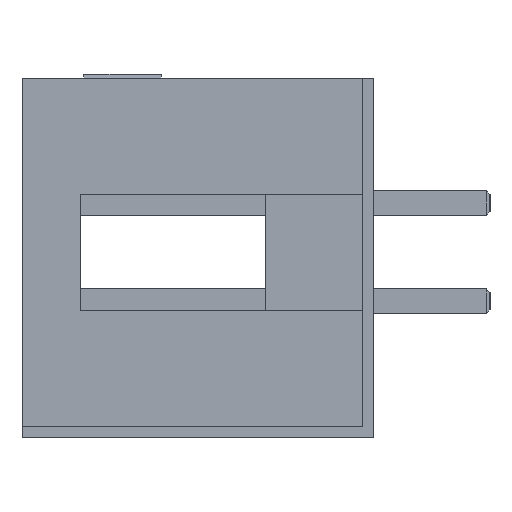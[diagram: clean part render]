
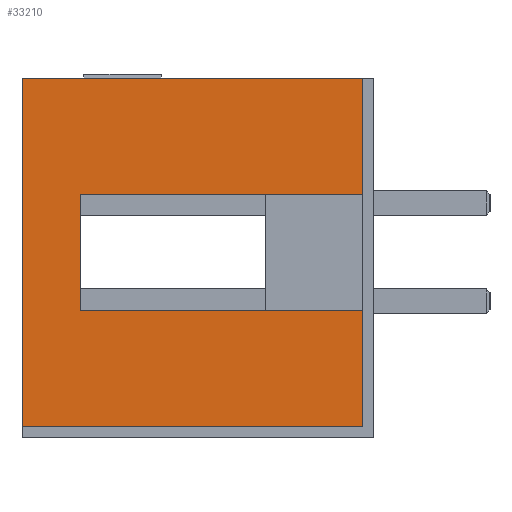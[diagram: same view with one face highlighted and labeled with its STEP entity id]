
A CAD part, left-side view. The second image highlights one B-rep face of the part: STEP entity #33210.
In plain terms, the highlighted planar face has unit normal (-1, 0, 0).
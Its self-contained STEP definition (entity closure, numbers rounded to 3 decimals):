
#937 = ORIENTED_EDGE ( 'NONE', *, *, #20015, .F. ) ;
#1207 = DIRECTION ( 'NONE',  ( 0., 0., -1. ) ) ;
#2037 = LINE ( 'NONE', #35648, #34838 ) ;
#3082 = CARTESIAN_POINT ( 'NONE',  ( -41.9, 9.1, 4.5 ) ) ;
#3253 = CARTESIAN_POINT ( 'NONE',  ( -41.9, 9.1, 4.5 ) ) ;
#5246 = VECTOR ( 'NONE', #36263, 1000. ) ;
#6971 = VECTOR ( 'NONE', #17963, 1000. ) ;
#7237 = CARTESIAN_POINT ( 'NONE',  ( -41.9, 9.1, -4.5 ) ) ;
#7831 = VERTEX_POINT ( 'NONE', #38782 ) ;
#8873 = DIRECTION ( 'NONE',  ( 0., -1., 0. ) ) ;
#9818 = PLANE ( 'NONE',  #19440 ) ;
#10353 = CARTESIAN_POINT ( 'NONE',  ( -41.9, 7.6, 1.5 ) ) ;
#10355 = LINE ( 'NONE', #7237, #25918 ) ;
#10456 = ORIENTED_EDGE ( 'NONE', *, *, #41646, .F. ) ;
#10584 = LINE ( 'NONE', #24099, #23286 ) ;
#12094 = CARTESIAN_POINT ( 'NONE',  ( -41.9, 0.3, 1.5 ) ) ;
#13069 = CARTESIAN_POINT ( 'NONE',  ( -41.9, 0.3, -4.5 ) ) ;
#13146 = FACE_OUTER_BOUND ( 'NONE', #37270, .T. ) ;
#15117 = CARTESIAN_POINT ( 'NONE',  ( -41.9, 0.3, -1.5 ) ) ;
#15366 = VERTEX_POINT ( 'NONE', #3253 ) ;
#17259 = VERTEX_POINT ( 'NONE', #12094 ) ;
#17435 = DIRECTION ( 'NONE',  ( 0., -1., 0. ) ) ;
#17610 = CARTESIAN_POINT ( 'NONE',  ( -41.9, 7.6, 0. ) ) ;
#17963 = DIRECTION ( 'NONE',  ( 0., 0., -1. ) ) ;
#18388 = EDGE_CURVE ( 'NONE', #32076, #25476, #10355, .T. ) ;
#18606 = DIRECTION ( 'NONE',  ( 0., 0., -1. ) ) ;
#18773 = EDGE_CURVE ( 'NONE', #35440, #25476, #28352, .T. ) ;
#19440 = AXIS2_PLACEMENT_3D ( 'NONE', #20221, #29501, #37029 ) ;
#20015 = EDGE_CURVE ( 'NONE', #22624, #35440, #38544, .T. ) ;
#20221 = CARTESIAN_POINT ( 'NONE',  ( -41.9, 9.1, 0. ) ) ;
#21622 = ORIENTED_EDGE ( 'NONE', *, *, #18773, .F. ) ;
#21844 = VECTOR ( 'NONE', #28002, 1000. ) ;
#22508 = ORIENTED_EDGE ( 'NONE', *, *, #29675, .T. ) ;
#22584 = EDGE_CURVE ( 'NONE', #7831, #17259, #29620, .T. ) ;
#22624 = VERTEX_POINT ( 'NONE', #38360 ) ;
#22996 = LINE ( 'NONE', #3082, #5246 ) ;
#23286 = VECTOR ( 'NONE', #34847, 1000. ) ;
#24099 = CARTESIAN_POINT ( 'NONE',  ( -41.9, 7.6, 1.5 ) ) ;
#25273 = CARTESIAN_POINT ( 'NONE',  ( -41.9, 0.3, 0. ) ) ;
#25353 = EDGE_CURVE ( 'NONE', #15366, #32076, #2037, .T. ) ;
#25476 = VERTEX_POINT ( 'NONE', #13069 ) ;
#25888 = ORIENTED_EDGE ( 'NONE', *, *, #35783, .T. ) ;
#25918 = VECTOR ( 'NONE', #17435, 1000. ) ;
#26229 = CARTESIAN_POINT ( 'NONE',  ( -41.9, 9.1, -4.5 ) ) ;
#27776 = LINE ( 'NONE', #17610, #21844 ) ;
#28002 = DIRECTION ( 'NONE',  ( 0., 0., 1. ) ) ;
#28352 = LINE ( 'NONE', #25273, #6971 ) ;
#29209 = CARTESIAN_POINT ( 'NONE',  ( -41.9, 7.6, -1.5 ) ) ;
#29501 = DIRECTION ( 'NONE',  ( -1., 0., 0. ) ) ;
#29620 = LINE ( 'NONE', #43165, #36312 ) ;
#29675 = EDGE_CURVE ( 'NONE', #40738, #17259, #10584, .T. ) ;
#32076 = VERTEX_POINT ( 'NONE', #26229 ) ;
#33210 = ADVANCED_FACE ( 'NONE', ( #13146 ), #9818, .T. ) ;
#34838 = VECTOR ( 'NONE', #18606, 1000. ) ;
#34847 = DIRECTION ( 'NONE',  ( 0., -1., 0. ) ) ;
#35440 = VERTEX_POINT ( 'NONE', #15117 ) ;
#35648 = CARTESIAN_POINT ( 'NONE',  ( -41.9, 9.1, 0. ) ) ;
#35783 = EDGE_CURVE ( 'NONE', #22624, #40738, #27776, .T. ) ;
#36263 = DIRECTION ( 'NONE',  ( 0., -1., 0. ) ) ;
#36312 = VECTOR ( 'NONE', #1207, 1000. ) ;
#36771 = VECTOR ( 'NONE', #8873, 1000. ) ;
#37029 = DIRECTION ( 'NONE',  ( 0., 0., 1. ) ) ;
#37270 = EDGE_LOOP ( 'NONE', ( #21622, #937, #25888, #22508, #37647, #10456, #39469, #37826 ) ) ;
#37647 = ORIENTED_EDGE ( 'NONE', *, *, #22584, .F. ) ;
#37826 = ORIENTED_EDGE ( 'NONE', *, *, #18388, .T. ) ;
#38360 = CARTESIAN_POINT ( 'NONE',  ( -41.9, 7.6, -1.5 ) ) ;
#38544 = LINE ( 'NONE', #29209, #36771 ) ;
#38782 = CARTESIAN_POINT ( 'NONE',  ( -41.9, 0.3, 4.5 ) ) ;
#39469 = ORIENTED_EDGE ( 'NONE', *, *, #25353, .T. ) ;
#40738 = VERTEX_POINT ( 'NONE', #10353 ) ;
#41646 = EDGE_CURVE ( 'NONE', #15366, #7831, #22996, .T. ) ;
#43165 = CARTESIAN_POINT ( 'NONE',  ( -41.9, 0.3, 0. ) ) ;
